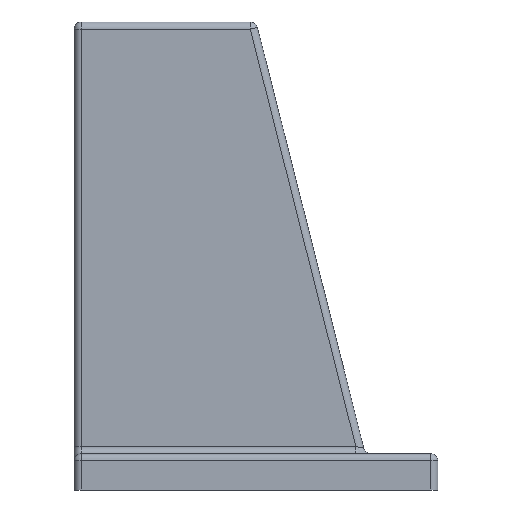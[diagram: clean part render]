
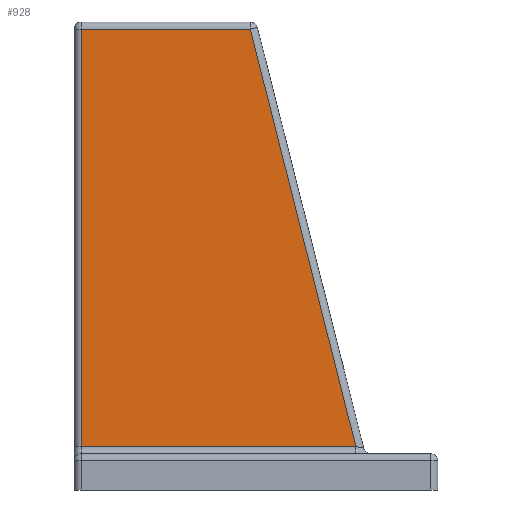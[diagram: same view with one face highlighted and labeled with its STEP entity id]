
A CAD part, left-side view. The second image highlights one B-rep face of the part: STEP entity #928.
In plain terms, the highlighted planar face has unit normal (-1, 0, 0).
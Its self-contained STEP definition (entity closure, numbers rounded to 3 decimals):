
#56=PLANE('',#1067);
#114=FACE_OUTER_BOUND('',#177,.T.);
#177=EDGE_LOOP('',(#796,#797,#798,#799));
#234=LINE('',#1628,#293);
#238=LINE('',#1673,#297);
#240=LINE('',#1676,#299);
#242=LINE('',#1679,#301);
#293=VECTOR('',#1308,10.);
#297=VECTOR('',#1334,10.);
#299=VECTOR('',#1338,10.);
#301=VECTOR('',#1342,10.);
#438=VERTEX_POINT('',#1582);
#444=VERTEX_POINT('',#1624);
#447=VERTEX_POINT('',#1635);
#449=VERTEX_POINT('',#1667);
#552=EDGE_CURVE('',#438,#444,#234,.T.);
#563=EDGE_CURVE('',#444,#449,#238,.T.);
#565=EDGE_CURVE('',#449,#447,#240,.T.);
#567=EDGE_CURVE('',#447,#438,#242,.T.);
#796=ORIENTED_EDGE('',*,*,#552,.F.);
#797=ORIENTED_EDGE('',*,*,#567,.F.);
#798=ORIENTED_EDGE('',*,*,#565,.F.);
#799=ORIENTED_EDGE('',*,*,#563,.F.);
#928=ADVANCED_FACE('',(#114),#56,.F.);
#1067=AXIS2_PLACEMENT_3D('',#1696,#1367,#1368);
#1308=DIRECTION('',(0.,-1.,0.));
#1334=DIRECTION('',(0.,-0.245,-0.969));
#1338=DIRECTION('',(0.,1.,0.));
#1342=DIRECTION('',(0.,0.,1.));
#1367=DIRECTION('center_axis',(1.,0.,0.));
#1368=DIRECTION('ref_axis',(0.,0.,-1.));
#1582=CARTESIAN_POINT('',(-15.,24.,63.3));
#1624=CARTESIAN_POINT('',(-15.,0.779,63.3));
#1628=CARTESIAN_POINT('',(-15.,-1.25,63.3));
#1635=CARTESIAN_POINT('',(-15.,24.,6.));
#1667=CARTESIAN_POINT('',(-15.,-13.716,6.));
#1673=CARTESIAN_POINT('',(-15.,-14.031,4.755));
#1676=CARTESIAN_POINT('',(-15.,-7.5,6.));
#1679=CARTESIAN_POINT('',(-15.,24.,2.5));
#1696=CARTESIAN_POINT('Origin',(-15.,-15.,5.));
